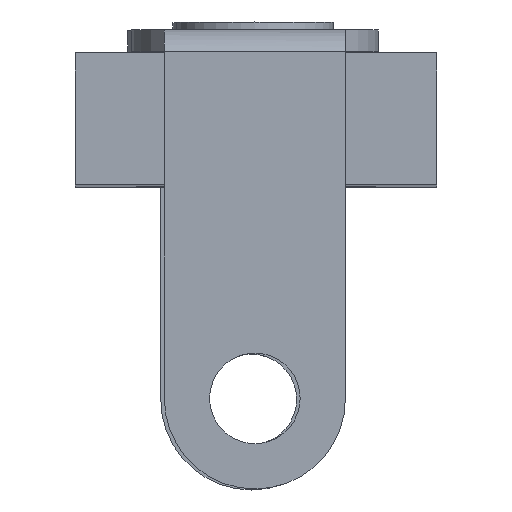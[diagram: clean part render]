
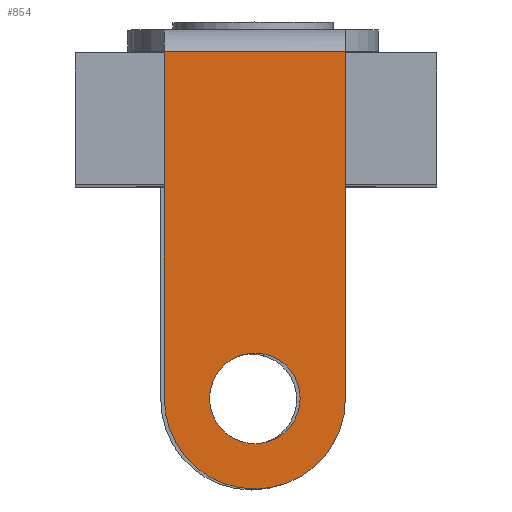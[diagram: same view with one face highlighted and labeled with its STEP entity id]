
A CAD part, top view. The second image highlights one B-rep face of the part: STEP entity #854.
In plain terms, the highlighted planar face has unit normal (0, 0, 1).
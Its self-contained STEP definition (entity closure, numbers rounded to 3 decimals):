
#19=CIRCLE('',#925,1.5);
#20=CIRCLE('',#926,0.75);
#75=FACE_BOUND('',#155,.T.);
#102=FACE_OUTER_BOUND('',#154,.T.);
#154=EDGE_LOOP('',(#639,#640,#641,#642,#643,#644));
#155=EDGE_LOOP('',(#645));
#227=LINE('',#1317,#309);
#232=LINE('',#1329,#314);
#236=LINE('',#1336,#318);
#241=LINE('',#1347,#323);
#242=LINE('',#1349,#324);
#309=VECTOR('',#1049,10.);
#314=VECTOR('',#1060,1000.);
#318=VECTOR('',#1066,10.);
#323=VECTOR('',#1075,10.);
#324=VECTOR('',#1076,1000.);
#386=VERTEX_POINT('',#1314);
#387=VERTEX_POINT('',#1316);
#391=VERTEX_POINT('',#1328);
#393=VERTEX_POINT('',#1334);
#397=VERTEX_POINT('',#1346);
#398=VERTEX_POINT('',#1348);
#399=VERTEX_POINT('',#1351);
#474=EDGE_CURVE('',#386,#387,#227,.T.);
#480=EDGE_CURVE('',#387,#391,#232,.T.);
#484=EDGE_CURVE('',#393,#386,#236,.T.);
#489=EDGE_CURVE('',#397,#393,#241,.T.);
#490=EDGE_CURVE('',#397,#398,#242,.T.);
#491=EDGE_CURVE('',#391,#398,#19,.T.);
#492=EDGE_CURVE('',#399,#399,#20,.T.);
#639=ORIENTED_EDGE('',*,*,#474,.F.);
#640=ORIENTED_EDGE('',*,*,#484,.F.);
#641=ORIENTED_EDGE('',*,*,#489,.F.);
#642=ORIENTED_EDGE('',*,*,#490,.T.);
#643=ORIENTED_EDGE('',*,*,#491,.F.);
#644=ORIENTED_EDGE('',*,*,#480,.F.);
#645=ORIENTED_EDGE('',*,*,#492,.T.);
#819=PLANE('',#924);
#854=ADVANCED_FACE('',(#102,#75),#819,.F.);
#924=AXIS2_PLACEMENT_3D('',#1345,#1073,#1074);
#925=AXIS2_PLACEMENT_3D('',#1350,#1077,#1078);
#926=AXIS2_PLACEMENT_3D('',#1352,#1079,#1080);
#1049=DIRECTION('',(1.,0.,0.));
#1060=DIRECTION('',(0.,-1.,0.));
#1066=DIRECTION('',(0.,1.,0.));
#1073=DIRECTION('center_axis',(0.,0.,-1.));
#1074=DIRECTION('ref_axis',(-1.,0.,0.));
#1075=DIRECTION('',(1.,0.,0.));
#1076=DIRECTION('',(0.,-1.,0.));
#1077=DIRECTION('center_axis',(0.,0.,-1.));
#1078=DIRECTION('ref_axis',(-1.,0.,0.));
#1079=DIRECTION('center_axis',(0.,0.,-1.));
#1080=DIRECTION('ref_axis',(-1.,0.,0.));
#1314=CARTESIAN_POINT('',(1.498,3.858,18.324));
#1316=CARTESIAN_POINT('',(1.5,3.858,18.324));
#1317=CARTESIAN_POINT('',(-0.002,3.858,18.324));
#1328=CARTESIAN_POINT('',(1.5,-1.9,18.324));
#1329=CARTESIAN_POINT('',(1.5,0.1,18.324));
#1334=CARTESIAN_POINT('',(1.498,3.846,18.324));
#1336=CARTESIAN_POINT('',(1.498,1.973,18.324));
#1345=CARTESIAN_POINT('Origin',(0.,0.1,18.324));
#1346=CARTESIAN_POINT('',(-1.5,3.846,18.324));
#1347=CARTESIAN_POINT('',(-0.001,3.846,18.324));
#1348=CARTESIAN_POINT('',(-1.5,-1.9,18.324));
#1349=CARTESIAN_POINT('',(-1.5,0.1,18.324));
#1350=CARTESIAN_POINT('Origin',(0.,-1.9,18.324));
#1351=CARTESIAN_POINT('',(0.75,-1.9,18.324));
#1352=CARTESIAN_POINT('Origin',(0.,-1.9,18.324));
